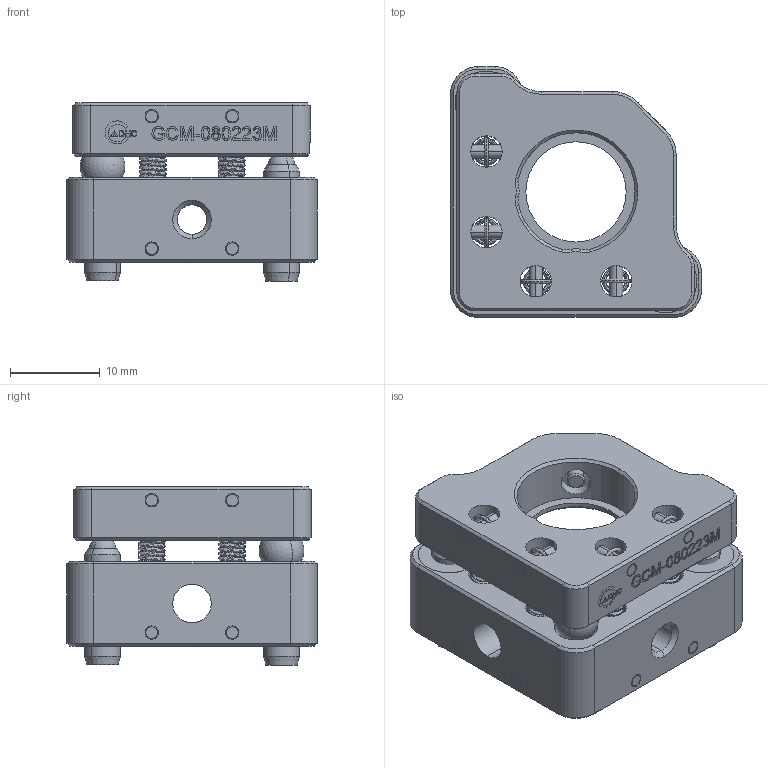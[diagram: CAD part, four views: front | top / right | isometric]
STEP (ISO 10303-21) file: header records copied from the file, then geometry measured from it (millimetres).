
FILE_DESCRIPTION (( 'STEP AP203' ), '1' );
FILE_NAME ('gcm-080223m.STEP', '2021-10-28T01:32:37', ( 'Microsoft' ), ( 'Microsoft' ), 'SwSTEP 2.0', 'SolidWorks 2015', '' );
FILE_SCHEMA (( 'CONFIG_CONTROL_DESIGN' ));
Length unit declared in the file: millimetre
Products named in the file (1): gcm-080223m
Bounding box: 28 x 28 x 19.92 mm (x, y, z)
Surface area: 6229.9 mm2 (no closed solid volume)
Topology: 0 solids, 36 shells, 496 faces, 1411 edges, 927 vertices
Faces by surface type: plane 179, cylinder 132, bspline 95, cone 84, sphere 6
Entity records: 38701 total; most frequent: CARTESIAN_POINT 26243, ORIENTED_EDGE 2500, DIRECTION 2424, EDGE_CURVE 1406, VERTEX_POINT 924, AXIS2_PLACEMENT_3D 856, VECTOR 712, LINE 712
